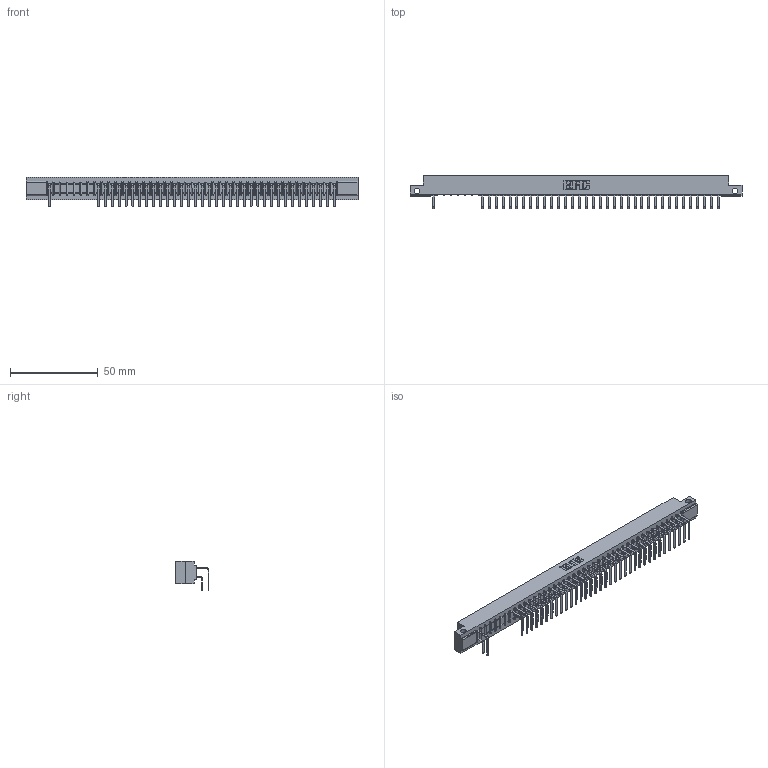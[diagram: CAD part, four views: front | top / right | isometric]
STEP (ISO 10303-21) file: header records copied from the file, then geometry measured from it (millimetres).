
FILE_DESCRIPTION (( 'STEP AP203' ), '1' );
FILE_NAME ('307-042-558-112.STEP', '2018-08-05T17:13:17', ( '' ), ( '' ), 'SwSTEP 2.0', 'SolidWorks 2016', '' );
FILE_SCHEMA (( 'CONFIG_CONTROL_DESIGN' ));
Length unit declared in the file: inch
Products named in the file (4): 307-290-001_558 - 2 (Single); 307-042-558-112; 307 Part_.128 Dia Side Mounting Holes; 307-290-001_558 559 - 1 (Single)
Assembly tree (72 placements, depth 2):
  307-042-558-112
    307 Part_.128 Dia Side Mounting Holes
    307-290-001_558 559 - 1 (Single)  x35
    307-290-001_558 - 2 (Single)  x36
Bounding box: 189.43 x 18.96 x 16.8 mm (x, y, z)
Volume: 20150 mm3; surface area: 25379.4 mm2
Topology: 72 solids, 72 shells, 3841 faces, 10821 edges, 7002 vertices
Faces by surface type: plane 2491, cylinder 1264, sphere 86
Entity records: 38383 total; most frequent: CARTESIAN_POINT 6335, ORIENTED_EDGE 6290, DIRECTION 6191, EDGE_CURVE 3145, VECTOR 2411, LINE 2411, VERTEX_POINT 2034, AXIS2_PLACEMENT_3D 1890
